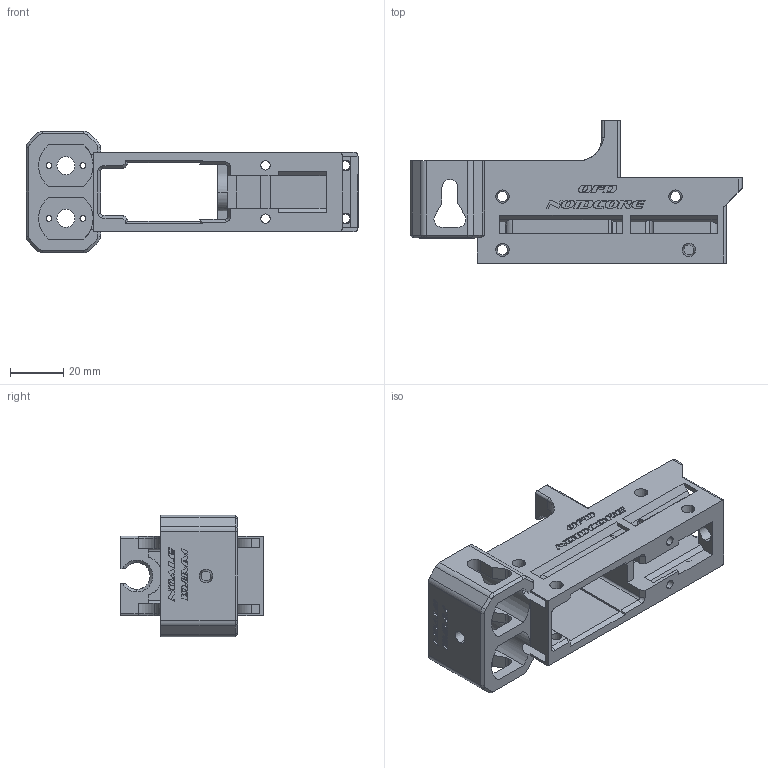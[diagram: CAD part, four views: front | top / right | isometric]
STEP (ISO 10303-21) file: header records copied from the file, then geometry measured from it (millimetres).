
FILE_DESCRIPTION (( 'STEP AP214' ), '1' );
FILE_NAME ('OFD_NOIDCORE_STRAIGHT_NGALE_19.8MM_V1.STEP', '2023-03-21T18:14:20', ( '' ), ( '' ), 'SwSTEP 2.0', 'SolidWorks 2020', '' );
FILE_SCHEMA (( 'AUTOMOTIVE_DESIGN' ));
Length unit declared in the file: millimetre
Products named in the file (1): OFD_NOIDCORE_STRAIGHT_NGALE_19.8MM_V1
Bounding box: 124.75 x 53.5 x 45.7 mm (x, y, z)
Volume: 55387.3 mm3; surface area: 33348.2 mm2
Topology: 1 solids, 1 shells, 961 faces, 2708 edges, 1776 vertices
Faces by surface type: plane 486, bspline 319, cylinder 91, cone 61, torus 4
Entity records: 40996 total; most frequent: CARTESIAN_POINT 17877, ORIENTED_EDGE 5416, DIRECTION 3549, EDGE_CURVE 2708, VERTEX_POINT 1776, LINE 1727, VECTOR 1727, EDGE_LOOP 1050
